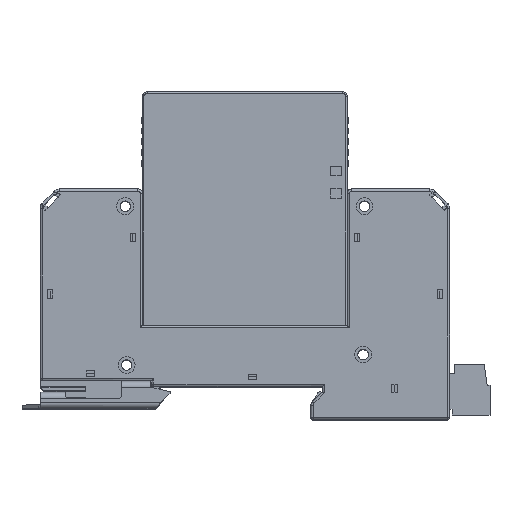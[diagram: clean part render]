
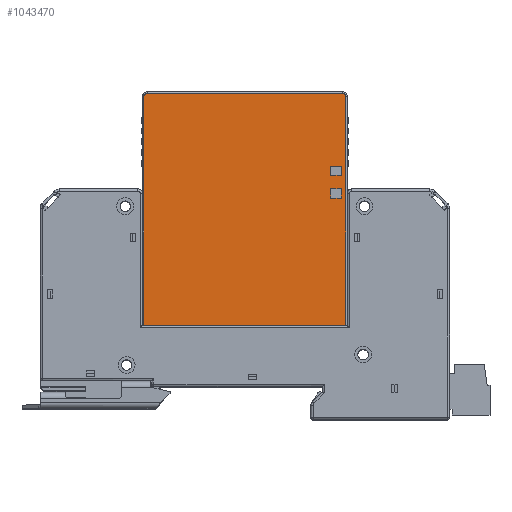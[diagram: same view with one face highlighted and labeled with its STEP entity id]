
A CAD part, top view. The second image highlights one B-rep face of the part: STEP entity #1043470.
In plain terms, the highlighted face is planar.
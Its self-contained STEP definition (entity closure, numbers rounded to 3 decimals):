
#1001310=CARTESIAN_POINT('',(-22.2,8.9,0.));
#1001320=VERTEX_POINT('',#1001310);
#1003780=CARTESIAN_POINT('',(22.2,8.9,0.));
#1003790=VERTEX_POINT('',#1003780);
#1003820=CARTESIAN_POINT('',(22.2,8.9,0.));
#1003830=DIRECTION('',(-1.,0.,0.));
#1003840=VECTOR('',#1003830,44.4);
#1003850=LINE('',#1003820,#1003840);
#1003860=EDGE_CURVE('',#1003790,#1001320,#1003850,.T.);
#1042030=CARTESIAN_POINT('',(-21.2,8.9,30.));
#1042040=VERTEX_POINT('',#1042030);
#1042270=CARTESIAN_POINT('',(-18.85,8.9,30.));
#1042280=VERTEX_POINT('',#1042270);
#1042310=CARTESIAN_POINT('',(-21.2,8.9,30.));
#1042320=DIRECTION('',(1.,0.,0.));
#1042330=VECTOR('',#1042320,2.35);
#1042340=LINE('',#1042310,#1042330);
#1042350=EDGE_CURVE('',#1042040,#1042280,#1042340,.T.);
#1042400=CARTESIAN_POINT('',(22.5,8.9,0.));
#1042410=DIRECTION('',(0.,1.,0.));
#1042420=DIRECTION('',(-1.,0.,0.));
#1042430=AXIS2_PLACEMENT_3D('',#1042400,#1042410,#1042420);
#1042440=PLANE('',#1042430);
#1042450=CARTESIAN_POINT('',(21.5,8.9,50.33));
#1042460=DIRECTION('',(0.,1.,0.));
#1042470=DIRECTION('',(0.,0.,1.));
#1042480=AXIS2_PLACEMENT_3D('',#1042450,#1042460,#1042470);
#1042490=CIRCLE('',#1042480,0.7);
#1042500=CARTESIAN_POINT('',(21.5,8.9,51.03));
#1042510=VERTEX_POINT('',#1042500);
#1042520=CARTESIAN_POINT('',(22.2,8.9,50.33));
#1042530=VERTEX_POINT('',#1042520);
#1042540=EDGE_CURVE('',#1042510,#1042530,#1042490,.T.);
#1042550=ORIENTED_EDGE('',*,*,#1042540,.T.);
#1042560=CARTESIAN_POINT('',(-21.5,8.9,51.03));
#1042570=DIRECTION('',(1.,0.,0.));
#1042580=VECTOR('',#1042570,43.);
#1042590=LINE('',#1042560,#1042580);
#1042600=CARTESIAN_POINT('',(-21.5,8.9,51.03));
#1042610=VERTEX_POINT('',#1042600);
#1042620=EDGE_CURVE('',#1042610,#1042510,#1042590,.T.);
#1042630=ORIENTED_EDGE('',*,*,#1042620,.T.);
#1042640=CARTESIAN_POINT('',(-21.5,8.9,50.33));
#1042650=DIRECTION('',(0.,1.,0.));
#1042660=DIRECTION('',(-1.,0.,0.));
#1042670=AXIS2_PLACEMENT_3D('',#1042640,#1042650,#1042660);
#1042680=CIRCLE('',#1042670,0.7);
#1042690=CARTESIAN_POINT('',(-22.2,8.9,50.33));
#1042700=VERTEX_POINT('',#1042690);
#1042710=EDGE_CURVE('',#1042700,#1042610,#1042680,.T.);
#1042720=ORIENTED_EDGE('',*,*,#1042710,.T.);
#1042730=CARTESIAN_POINT('',(-22.2,8.9,0.));
#1042740=DIRECTION('',(0.,0.,1.));
#1042750=VECTOR('',#1042740,50.33);
#1042760=LINE('',#1042730,#1042750);
#1042770=EDGE_CURVE('',#1001320,#1042700,#1042760,.T.);
#1042780=ORIENTED_EDGE('',*,*,#1042770,.T.);
#1042790=ORIENTED_EDGE('',*,*,#1003860,.T.);
#1042800=CARTESIAN_POINT('',(22.2,8.9,50.33));
#1042810=DIRECTION('',(0.,0.,-1.));
#1042820=VECTOR('',#1042810,50.33);
#1042830=LINE('',#1042800,#1042820);
#1042840=EDGE_CURVE('',#1042530,#1003790,#1042830,.T.);
#1042850=ORIENTED_EDGE('',*,*,#1042840,.T.);
#1042860=EDGE_LOOP('',(#1042850,#1042790,#1042780,#1042720,#1042630,
#1042550));
#1042870=FACE_OUTER_BOUND('',#1042860,.T.);
#1042880=CARTESIAN_POINT('',(-18.85,8.9,35.));
#1042890=DIRECTION('',(0.,0.,-1.));
#1042900=VECTOR('',#1042890,2.);
#1042910=LINE('',#1042880,#1042900);
#1042920=CARTESIAN_POINT('',(-18.85,8.9,35.));
#1042930=VERTEX_POINT('',#1042920);
#1042940=CARTESIAN_POINT('',(-18.85,8.9,33.));
#1042950=VERTEX_POINT('',#1042940);
#1042960=EDGE_CURVE('',#1042930,#1042950,#1042910,.T.);
#1042970=ORIENTED_EDGE('',*,*,#1042960,.F.);
#1042980=CARTESIAN_POINT('',(-18.85,8.9,33.));
#1042990=DIRECTION('',(-1.,0.,0.));
#1043000=VECTOR('',#1042990,2.35);
#1043010=LINE('',#1042980,#1043000);
#1043020=CARTESIAN_POINT('',(-21.2,8.9,33.));
#1043030=VERTEX_POINT('',#1043020);
#1043040=EDGE_CURVE('',#1042950,#1043030,#1043010,.T.);
#1043050=ORIENTED_EDGE('',*,*,#1043040,.F.);
#1043060=CARTESIAN_POINT('',(-21.2,8.9,33.));
#1043070=DIRECTION('',(0.,0.,1.));
#1043080=VECTOR('',#1043070,2.);
#1043090=LINE('',#1043060,#1043080);
#1043100=CARTESIAN_POINT('',(-21.2,8.9,35.));
#1043110=VERTEX_POINT('',#1043100);
#1043120=EDGE_CURVE('',#1043030,#1043110,#1043090,.T.);
#1043130=ORIENTED_EDGE('',*,*,#1043120,.F.);
#1043140=CARTESIAN_POINT('',(-21.2,8.9,35.));
#1043150=DIRECTION('',(1.,0.,0.));
#1043160=VECTOR('',#1043150,2.35);
#1043170=LINE('',#1043140,#1043160);
#1043180=EDGE_CURVE('',#1043110,#1042930,#1043170,.T.);
#1043190=ORIENTED_EDGE('',*,*,#1043180,.F.);
#1043200=EDGE_LOOP('',(#1043190,#1043130,#1043050,#1042970));
#1043210=FACE_BOUND('',#1043200,.T.);
#1043220=ORIENTED_EDGE('',*,*,#1042350,.F.);
#1043230=CARTESIAN_POINT('',(-18.85,8.9,30.));
#1043240=DIRECTION('',(0.,0.,-1.));
#1043250=VECTOR('',#1043240,2.);
#1043260=LINE('',#1043230,#1043250);
#1043270=CARTESIAN_POINT('',(-18.85,8.9,28.));
#1043280=VERTEX_POINT('',#1043270);
#1043290=EDGE_CURVE('',#1042280,#1043280,#1043260,.T.);
#1043300=ORIENTED_EDGE('',*,*,#1043290,.F.);
#1043310=CARTESIAN_POINT('',(-18.85,8.9,28.));
#1043320=DIRECTION('',(-1.,0.,0.));
#1043330=VECTOR('',#1043320,2.35);
#1043340=LINE('',#1043310,#1043330);
#1043350=CARTESIAN_POINT('',(-21.2,8.9,28.));
#1043360=VERTEX_POINT('',#1043350);
#1043370=EDGE_CURVE('',#1043280,#1043360,#1043340,.T.);
#1043380=ORIENTED_EDGE('',*,*,#1043370,.F.);
#1043390=CARTESIAN_POINT('',(-21.2,8.9,28.));
#1043400=DIRECTION('',(0.,0.,1.));
#1043410=VECTOR('',#1043400,2.);
#1043420=LINE('',#1043390,#1043410);
#1043430=EDGE_CURVE('',#1043360,#1042040,#1043420,.T.);
#1043440=ORIENTED_EDGE('',*,*,#1043430,.F.);
#1043450=EDGE_LOOP('',(#1043440,#1043380,#1043300,#1043220));
#1043460=FACE_BOUND('',#1043450,.T.);
#1043470=ADVANCED_FACE('',(#1042870,#1043210,#1043460),#1042440,.T.);
